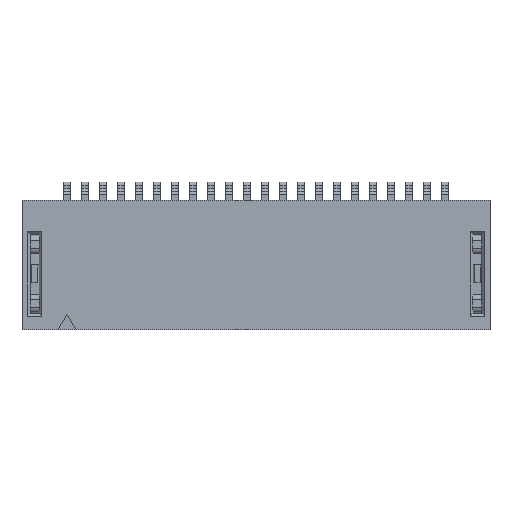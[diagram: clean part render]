
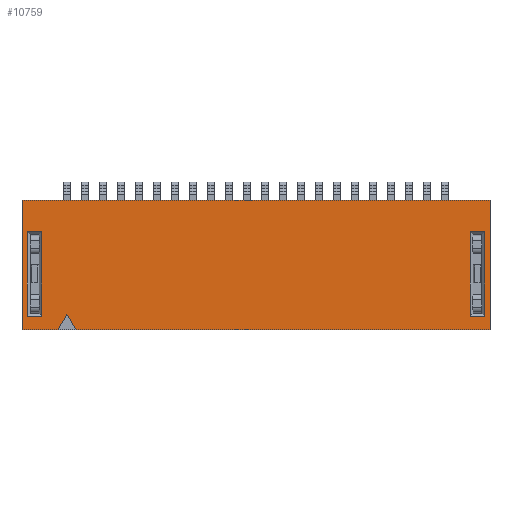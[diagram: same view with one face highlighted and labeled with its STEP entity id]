
A CAD part, top view. The second image highlights one B-rep face of the part: STEP entity #10759.
In plain terms, the highlighted planar face has unit normal (0, 0, 1).
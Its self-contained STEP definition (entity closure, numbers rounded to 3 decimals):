
#498=ORIENTED_EDGE('',*,*,#3768,.T.);
#499=ORIENTED_EDGE('',*,*,#3769,.T.);
#500=ORIENTED_EDGE('',*,*,#3770,.T.);
#501=ORIENTED_EDGE('',*,*,#3771,.T.);
#502=ORIENTED_EDGE('',*,*,#3772,.T.);
#503=ORIENTED_EDGE('',*,*,#3773,.T.);
#504=ORIENTED_EDGE('',*,*,#3774,.T.);
#505=ORIENTED_EDGE('',*,*,#3775,.T.);
#506=ORIENTED_EDGE('',*,*,#3776,.F.);
#507=ORIENTED_EDGE('',*,*,#3777,.T.);
#508=ORIENTED_EDGE('',*,*,#3778,.T.);
#509=ORIENTED_EDGE('',*,*,#3779,.F.);
#510=ORIENTED_EDGE('',*,*,#3780,.T.);
#511=ORIENTED_EDGE('',*,*,#3781,.T.);
#512=ORIENTED_EDGE('',*,*,#3782,.F.);
#3768=EDGE_CURVE('',#5403,#5404,#6469,.T.);
#3769=EDGE_CURVE('',#5404,#5405,#6470,.T.);
#3770=EDGE_CURVE('',#5405,#5406,#6471,.T.);
#3771=EDGE_CURVE('',#5406,#5403,#6472,.T.);
#3772=EDGE_CURVE('',#5407,#5408,#6473,.T.);
#3773=EDGE_CURVE('',#5408,#5409,#6474,.T.);
#3774=EDGE_CURVE('',#5409,#5410,#6475,.T.);
#3775=EDGE_CURVE('',#5410,#5407,#6476,.T.);
#3776=EDGE_CURVE('',#5411,#5412,#6477,.T.);
#3777=EDGE_CURVE('',#5411,#5413,#6478,.T.);
#3778=EDGE_CURVE('',#5413,#5414,#6479,.T.);
#3779=EDGE_CURVE('',#5415,#5414,#6480,.T.);
#3780=EDGE_CURVE('',#5415,#5416,#6481,.T.);
#3781=EDGE_CURVE('',#5416,#5417,#6482,.T.);
#3782=EDGE_CURVE('',#5412,#5417,#6483,.T.);
#5403=VERTEX_POINT('',#16094);
#5404=VERTEX_POINT('',#16095);
#5405=VERTEX_POINT('',#16097);
#5406=VERTEX_POINT('',#16099);
#5407=VERTEX_POINT('',#16102);
#5408=VERTEX_POINT('',#16103);
#5409=VERTEX_POINT('',#16105);
#5410=VERTEX_POINT('',#16107);
#5411=VERTEX_POINT('',#16110);
#5412=VERTEX_POINT('',#16111);
#5413=VERTEX_POINT('',#16113);
#5414=VERTEX_POINT('',#16115);
#5415=VERTEX_POINT('',#16117);
#5416=VERTEX_POINT('',#16119);
#5417=VERTEX_POINT('',#16121);
#6469=LINE('',#16093,#7882);
#6470=LINE('',#16096,#7883);
#6471=LINE('',#16098,#7884);
#6472=LINE('',#16100,#7885);
#6473=LINE('',#16101,#7886);
#6474=LINE('',#16104,#7887);
#6475=LINE('',#16106,#7888);
#6476=LINE('',#16108,#7889);
#6477=LINE('',#16109,#7890);
#6478=LINE('',#16112,#7891);
#6479=LINE('',#16114,#7892);
#6480=LINE('',#16116,#7893);
#6481=LINE('',#16118,#7894);
#6482=LINE('',#16120,#7895);
#6483=LINE('',#16122,#7896);
#7882=VECTOR('',#13106,1000.);
#7883=VECTOR('',#13107,1000.);
#7884=VECTOR('',#13108,1000.);
#7885=VECTOR('',#13109,1000.);
#7886=VECTOR('',#13110,1000.);
#7887=VECTOR('',#13111,1000.);
#7888=VECTOR('',#13112,1000.);
#7889=VECTOR('',#13113,1000.);
#7890=VECTOR('',#13114,1000.);
#7891=VECTOR('',#13115,1000.);
#7892=VECTOR('',#13116,1000.);
#7893=VECTOR('',#13117,1000.);
#7894=VECTOR('',#13118,1000.);
#7895=VECTOR('',#13119,1000.);
#7896=VECTOR('',#13120,1000.);
#9271=EDGE_LOOP('',(#498,#499,#500,#501));
#9272=EDGE_LOOP('',(#502,#503,#504,#505));
#9273=EDGE_LOOP('',(#506,#507,#508,#509,#510,#511,#512));
#9810=FACE_BOUND('',#9271,.T.);
#9811=FACE_BOUND('',#9272,.T.);
#9812=FACE_BOUND('',#9273,.T.);
#10345=PLANE('',#12293);
#10759=ADVANCED_FACE('',(#9810,#9811,#9812),#10345,.T.);
#12293=AXIS2_PLACEMENT_3D('',#16092,#13104,#13105);
#13104=DIRECTION('',(0.,0.,1.));
#13105=DIRECTION('',(0.,-1.,0.));
#13106=DIRECTION('',(-1.,0.,0.));
#13107=DIRECTION('',(0.,1.,0.));
#13108=DIRECTION('',(1.,0.,0.));
#13109=DIRECTION('',(0.,-1.,0.));
#13110=DIRECTION('',(0.,1.,0.));
#13111=DIRECTION('',(1.,0.,0.));
#13112=DIRECTION('',(0.,-1.,0.));
#13113=DIRECTION('',(-1.,0.,0.));
#13114=DIRECTION('',(-1.,0.,0.));
#13115=DIRECTION('',(0.5,0.866,0.));
#13116=DIRECTION('',(0.5,-0.866,0.));
#13117=DIRECTION('',(-1.,0.,0.));
#13118=DIRECTION('',(0.,1.,0.));
#13119=DIRECTION('',(-1.,0.,0.));
#13120=DIRECTION('',(0.,1.,0.));
#16092=CARTESIAN_POINT('',(6.5,-1.8,0.58));
#16093=CARTESIAN_POINT('',(6.025,-1.425,0.58));
#16094=CARTESIAN_POINT('',(6.35,-1.425,0.58));
#16095=CARTESIAN_POINT('',(5.95,-1.425,0.58));
#16096=CARTESIAN_POINT('',(5.95,0.85,0.58));
#16097=CARTESIAN_POINT('',(5.95,0.925,0.58));
#16098=CARTESIAN_POINT('',(6.275,0.925,0.58));
#16099=CARTESIAN_POINT('',(6.35,0.925,0.58));
#16100=CARTESIAN_POINT('',(6.35,-1.35,0.58));
#16101=CARTESIAN_POINT('',(-6.35,-1.8,0.58));
#16102=CARTESIAN_POINT('',(-6.35,-1.425,0.58));
#16103=CARTESIAN_POINT('',(-6.35,0.925,0.58));
#16104=CARTESIAN_POINT('',(6.5,0.925,0.58));
#16105=CARTESIAN_POINT('',(-5.95,0.925,0.58));
#16106=CARTESIAN_POINT('',(-5.95,-1.8,0.58));
#16107=CARTESIAN_POINT('',(-5.95,-1.425,0.58));
#16108=CARTESIAN_POINT('',(6.5,-1.425,0.58));
#16109=CARTESIAN_POINT('',(6.5,-1.8,0.58));
#16110=CARTESIAN_POINT('',(-5.5,-1.8,0.58));
#16111=CARTESIAN_POINT('',(-6.5,-1.8,0.58));
#16112=CARTESIAN_POINT('',(-5.5,-1.8,0.58));
#16113=CARTESIAN_POINT('',(-5.25,-1.367,0.58));
#16114=CARTESIAN_POINT('',(-5.25,-1.367,0.58));
#16115=CARTESIAN_POINT('',(-5.,-1.8,0.58));
#16116=CARTESIAN_POINT('',(6.5,-1.8,0.58));
#16117=CARTESIAN_POINT('',(6.5,-1.8,0.58));
#16118=CARTESIAN_POINT('',(6.5,-1.8,0.58));
#16119=CARTESIAN_POINT('',(6.5,1.8,0.58));
#16120=CARTESIAN_POINT('',(6.5,1.8,0.58));
#16121=CARTESIAN_POINT('',(-6.5,1.8,0.58));
#16122=CARTESIAN_POINT('',(-6.5,-1.8,0.58));
